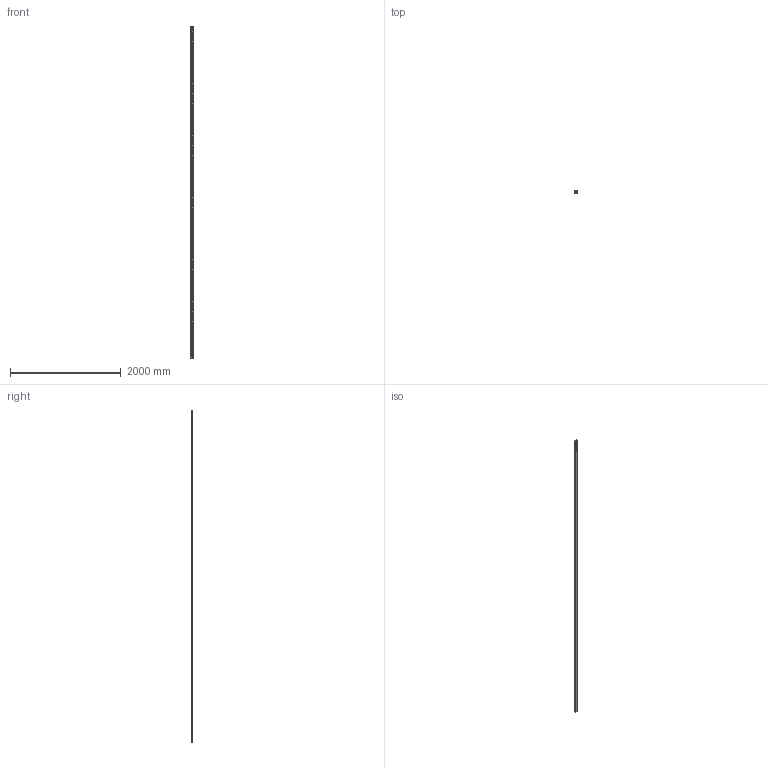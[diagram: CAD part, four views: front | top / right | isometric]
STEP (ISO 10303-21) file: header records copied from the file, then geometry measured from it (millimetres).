
FILE_DESCRIPTION (( 'STEP AP203' ), '1' );
FILE_NAME ('6993-6.step', '2021-12-22T10:31:22', ( '' ), ( '' ), 'SwSTEP 2.0', 'SolidWorks 2018', '' );
FILE_SCHEMA (( 'CONFIG_CONTROL_DESIGN' ));
Products named in the file (2): 6993-6
Bounding box: 40 x 30 x 6000 mm (x, y, z)
Volume: 1876103.1 mm3; surface area: 1504819.1 mm2
Topology: 1 solids, 1 shells, 3616 faces, 9581 edges, 7186 vertices
Faces by surface type: torus 2304, cylinder 1108, plane 106, bspline 98
Entity records: 259454 total; most frequent: CARTESIAN_POINT 181133, ORIENTED_EDGE 19162, DIRECTION 9649, EDGE_CURVE 9581, VERTEX_POINT 7186, B_SPLINE_CURVE_WITH_KNOTS 7000, EDGE_LOOP 4837, FACE_OUTER_BOUND 3616
